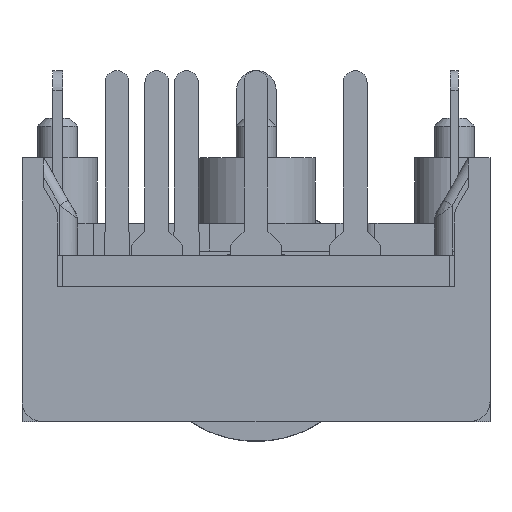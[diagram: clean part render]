
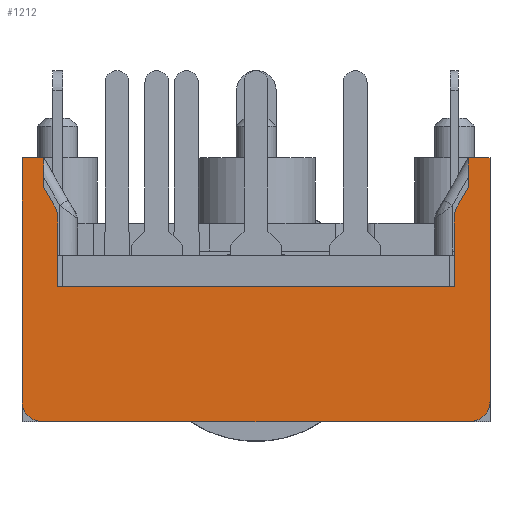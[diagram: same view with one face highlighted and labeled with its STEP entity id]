
A CAD part, front view. The second image highlights one B-rep face of the part: STEP entity #1212.
In plain terms, the highlighted planar face has unit normal (0, -1, 0).
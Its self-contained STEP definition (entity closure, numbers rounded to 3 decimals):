
#156 = EDGE_CURVE ( 'NONE', #5223, #12192, #1898, .T. ) ;
#390 = VERTEX_POINT ( 'NONE', #5149 ) ;
#417 = VECTOR ( 'NONE', #13183, 1000. ) ;
#480 = DIRECTION ( 'NONE',  ( -0.866, 0., 0.5 ) ) ;
#573 = CARTESIAN_POINT ( 'NONE',  ( -5.35, -18.2, 3.4 ) ) ;
#655 = ORIENTED_EDGE ( 'NONE', *, *, #6841, .T. ) ;
#771 = LINE ( 'NONE', #11688, #8343 ) ;
#979 = VECTOR ( 'NONE', #11087, 1000. ) ;
#1172 = CARTESIAN_POINT ( 'NONE',  ( -5.067, -18.2, 2.91 ) ) ;
#1212 = ADVANCED_FACE ( 'NONE', ( #9012 ), #23677, .T. ) ;
#1430 = DIRECTION ( 'NONE',  ( 1., 0., 0. ) ) ;
#1582 = CIRCLE ( 'NONE', #10492, 0.5 ) ;
#1649 = AXIS2_PLACEMENT_3D ( 'NONE', #7201, #19795, #3555 ) ;
#1898 = LINE ( 'NONE', #7235, #5873 ) ;
#1918 = CARTESIAN_POINT ( 'NONE',  ( 5.4, -18.2, -2. ) ) ;
#1938 = LINE ( 'NONE', #11041, #22587 ) ;
#2225 = CARTESIAN_POINT ( 'NONE',  ( 5.9, -18.2, -2. ) ) ;
#2274 = ORIENTED_EDGE ( 'NONE', *, *, #2526, .F. ) ;
#2526 = EDGE_CURVE ( 'NONE', #11724, #18752, #16835, .T. ) ;
#3070 = VECTOR ( 'NONE', #22054, 1000. ) ;
#3546 = DIRECTION ( 'NONE',  ( 0., 0., 1. ) ) ;
#3555 = DIRECTION ( 'NONE',  ( 0., 0., -1. ) ) ;
#3694 = CARTESIAN_POINT ( 'NONE',  ( -5.067, -18.2, 2.91 ) ) ;
#3743 = EDGE_CURVE ( 'NONE', #18752, #17186, #14656, .T. ) ;
#3883 = ORIENTED_EDGE ( 'NONE', *, *, #8233, .T. ) ;
#4540 = CARTESIAN_POINT ( 'NONE',  ( -5.9, -18.2, 4.15 ) ) ;
#4914 = VERTEX_POINT ( 'NONE', #10813 ) ;
#5033 = ORIENTED_EDGE ( 'NONE', *, *, #6694, .T. ) ;
#5149 = CARTESIAN_POINT ( 'NONE',  ( 5.35, -18.2, 3.4 ) ) ;
#5223 = VERTEX_POINT ( 'NONE', #19254 ) ;
#5442 = CARTESIAN_POINT ( 'NONE',  ( 5.35, -18.2, 4.15 ) ) ;
#5445 = CARTESIAN_POINT ( 'NONE',  ( -5., -18.2, 2.66 ) ) ;
#5873 = VECTOR ( 'NONE', #5892, 1000. ) ;
#5892 = DIRECTION ( 'NONE',  ( 0., 0., 1. ) ) ;
#6146 = DIRECTION ( 'NONE',  ( 0., 0., 1. ) ) ;
#6242 = EDGE_CURVE ( 'NONE', #390, #11724, #14950, .T. ) ;
#6419 = CARTESIAN_POINT ( 'NONE',  ( 5.5, -18.2, 2.66 ) ) ;
#6694 = EDGE_CURVE ( 'NONE', #390, #15951, #1938, .T. ) ;
#6841 = EDGE_CURVE ( 'NONE', #15951, #11619, #1582, .T. ) ;
#6852 = VERTEX_POINT ( 'NONE', #7878 ) ;
#7122 = ORIENTED_EDGE ( 'NONE', *, *, #6242, .F. ) ;
#7201 = CARTESIAN_POINT ( 'NONE',  ( -13.988, -18.2, -2.5 ) ) ;
#7235 = CARTESIAN_POINT ( 'NONE',  ( -5.9, -18.2, -2. ) ) ;
#7553 = CARTESIAN_POINT ( 'NONE',  ( 5.35, -18.2, 3.4 ) ) ;
#7559 = AXIS2_PLACEMENT_3D ( 'NONE', #17994, #17635, #14348 ) ;
#7569 = CARTESIAN_POINT ( 'NONE',  ( -5.35, -18.2, 3.4 ) ) ;
#7878 = CARTESIAN_POINT ( 'NONE',  ( -5., -18.2, 0.9 ) ) ;
#8233 = EDGE_CURVE ( 'NONE', #8804, #17186, #11251, .T. ) ;
#8243 = ORIENTED_EDGE ( 'NONE', *, *, #12057, .T. ) ;
#8280 = CARTESIAN_POINT ( 'NONE',  ( -5.4, -18.2, -2.5 ) ) ;
#8343 = VECTOR ( 'NONE', #9527, 1000. ) ;
#8688 = LINE ( 'NONE', #14144, #17375 ) ;
#8804 = VERTEX_POINT ( 'NONE', #16519 ) ;
#8842 = LINE ( 'NONE', #5445, #20356 ) ;
#8975 = ORIENTED_EDGE ( 'NONE', *, *, #16316, .F. ) ;
#9012 = FACE_OUTER_BOUND ( 'NONE', #15701, .T. ) ;
#9508 = AXIS2_PLACEMENT_3D ( 'NONE', #20103, #22055, #10897 ) ;
#9527 = DIRECTION ( 'NONE',  ( -1., 0., 0. ) ) ;
#9725 = CARTESIAN_POINT ( 'NONE',  ( 5., -18.2, 2.66 ) ) ;
#9963 = CARTESIAN_POINT ( 'NONE',  ( 5., -18.2, 0.9 ) ) ;
#9971 = VERTEX_POINT ( 'NONE', #9963 ) ;
#10492 = AXIS2_PLACEMENT_3D ( 'NONE', #6419, #13806, #480 ) ;
#10813 = CARTESIAN_POINT ( 'NONE',  ( -5., -18.2, 2.66 ) ) ;
#10897 = DIRECTION ( 'NONE',  ( -1., 0., 0. ) ) ;
#11041 = CARTESIAN_POINT ( 'NONE',  ( 5.35, -18.2, 3.4 ) ) ;
#11087 = DIRECTION ( 'NONE',  ( -0.5, 0., 0.866 ) ) ;
#11127 = EDGE_CURVE ( 'NONE', #9971, #6852, #771, .T. ) ;
#11251 = CIRCLE ( 'NONE', #17429, 0.5 ) ;
#11588 = ORIENTED_EDGE ( 'NONE', *, *, #21965, .T. ) ;
#11619 = VERTEX_POINT ( 'NONE', #9725 ) ;
#11688 = CARTESIAN_POINT ( 'NONE',  ( 5., -18.2, 0.9 ) ) ;
#11724 = VERTEX_POINT ( 'NONE', #17714 ) ;
#11938 = ORIENTED_EDGE ( 'NONE', *, *, #16483, .F. ) ;
#12057 = EDGE_CURVE ( 'NONE', #23838, #21189, #20818, .T. ) ;
#12192 = VERTEX_POINT ( 'NONE', #4540 ) ;
#12691 = LINE ( 'NONE', #16450, #23853 ) ;
#13002 = CIRCLE ( 'NONE', #9508, 0.5 ) ;
#13183 = DIRECTION ( 'NONE',  ( 1., 0., 0. ) ) ;
#13206 = DIRECTION ( 'NONE',  ( -0.5, 0., -0.866 ) ) ;
#13806 = DIRECTION ( 'NONE',  ( 0., -1., 0. ) ) ;
#14144 = CARTESIAN_POINT ( 'NONE',  ( 5., -18.2, 0.9 ) ) ;
#14268 = ORIENTED_EDGE ( 'NONE', *, *, #156, .F. ) ;
#14348 = DIRECTION ( 'NONE',  ( 1., 0., 0. ) ) ;
#14656 = LINE ( 'NONE', #14776, #3070 ) ;
#14776 = CARTESIAN_POINT ( 'NONE',  ( 5.9, -18.2, 4.15 ) ) ;
#14950 = LINE ( 'NONE', #7553, #19839 ) ;
#15701 = EDGE_LOOP ( 'NONE', ( #20604, #8243, #19646, #14268, #11588, #8975, #3883, #23589, #2274, #7122, #5033, #655, #11938, #23338, #17526, #22739 ) ) ;
#15951 = VERTEX_POINT ( 'NONE', #22606 ) ;
#16003 = CARTESIAN_POINT ( 'NONE',  ( 5.9, -18.2, 4.15 ) ) ;
#16316 = EDGE_CURVE ( 'NONE', #8804, #22575, #23862, .T. ) ;
#16450 = CARTESIAN_POINT ( 'NONE',  ( -5.9, -18.2, 4.15 ) ) ;
#16483 = EDGE_CURVE ( 'NONE', #9971, #11619, #8688, .T. ) ;
#16519 = CARTESIAN_POINT ( 'NONE',  ( 5.4, -18.2, -2.5 ) ) ;
#16778 = CARTESIAN_POINT ( 'NONE',  ( -5.35, -18.2, 4.15 ) ) ;
#16829 = DIRECTION ( 'NONE',  ( -1., 0., 0. ) ) ;
#16835 = LINE ( 'NONE', #5442, #417 ) ;
#17186 = VERTEX_POINT ( 'NONE', #2225 ) ;
#17375 = VECTOR ( 'NONE', #19827, 1000. ) ;
#17429 = AXIS2_PLACEMENT_3D ( 'NONE', #1918, #22405, #20463 ) ;
#17511 = VECTOR ( 'NONE', #6146, 1000. ) ;
#17526 = ORIENTED_EDGE ( 'NONE', *, *, #21975, .F. ) ;
#17635 = DIRECTION ( 'NONE',  ( 0., -1., 0. ) ) ;
#17714 = CARTESIAN_POINT ( 'NONE',  ( 5.35, -18.2, 4.15 ) ) ;
#17972 = EDGE_CURVE ( 'NONE', #4914, #19144, #19162, .T. ) ;
#17994 = CARTESIAN_POINT ( 'NONE',  ( -5.5, -18.2, 2.66 ) ) ;
#18135 = EDGE_CURVE ( 'NONE', #19144, #23838, #20291, .T. ) ;
#18298 = DIRECTION ( 'NONE',  ( 0., 0., -1. ) ) ;
#18752 = VERTEX_POINT ( 'NONE', #16003 ) ;
#19144 = VERTEX_POINT ( 'NONE', #1172 ) ;
#19162 = CIRCLE ( 'NONE', #7559, 0.5 ) ;
#19254 = CARTESIAN_POINT ( 'NONE',  ( -5.9, -18.2, -2. ) ) ;
#19273 = EDGE_CURVE ( 'NONE', #12192, #21189, #12691, .T. ) ;
#19646 = ORIENTED_EDGE ( 'NONE', *, *, #19273, .F. ) ;
#19795 = DIRECTION ( 'NONE',  ( 0., -1., 0. ) ) ;
#19827 = DIRECTION ( 'NONE',  ( 0., 0., 1. ) ) ;
#19839 = VECTOR ( 'NONE', #3546, 1000. ) ;
#20103 = CARTESIAN_POINT ( 'NONE',  ( -5.4, -18.2, -2. ) ) ;
#20225 = CARTESIAN_POINT ( 'NONE',  ( 5.4, -18.2, -2.5 ) ) ;
#20291 = LINE ( 'NONE', #3694, #979 ) ;
#20356 = VECTOR ( 'NONE', #18298, 1000. ) ;
#20463 = DIRECTION ( 'NONE',  ( 0., 0., -1. ) ) ;
#20604 = ORIENTED_EDGE ( 'NONE', *, *, #18135, .T. ) ;
#20818 = LINE ( 'NONE', #573, #17511 ) ;
#21189 = VERTEX_POINT ( 'NONE', #16778 ) ;
#21965 = EDGE_CURVE ( 'NONE', #5223, #22575, #13002, .T. ) ;
#21975 = EDGE_CURVE ( 'NONE', #4914, #6852, #8842, .T. ) ;
#22054 = DIRECTION ( 'NONE',  ( 0., 0., -1. ) ) ;
#22055 = DIRECTION ( 'NONE',  ( 0., -1., 0. ) ) ;
#22405 = DIRECTION ( 'NONE',  ( 0., -1., 0. ) ) ;
#22575 = VERTEX_POINT ( 'NONE', #8280 ) ;
#22587 = VECTOR ( 'NONE', #13206, 1000. ) ;
#22606 = CARTESIAN_POINT ( 'NONE',  ( 5.067, -18.2, 2.91 ) ) ;
#22739 = ORIENTED_EDGE ( 'NONE', *, *, #17972, .T. ) ;
#23175 = VECTOR ( 'NONE', #16829, 1000. ) ;
#23338 = ORIENTED_EDGE ( 'NONE', *, *, #11127, .T. ) ;
#23589 = ORIENTED_EDGE ( 'NONE', *, *, #3743, .F. ) ;
#23677 = PLANE ( 'NONE',  #1649 ) ;
#23838 = VERTEX_POINT ( 'NONE', #7569 ) ;
#23853 = VECTOR ( 'NONE', #1430, 1000. ) ;
#23862 = LINE ( 'NONE', #20225, #23175 ) ;
